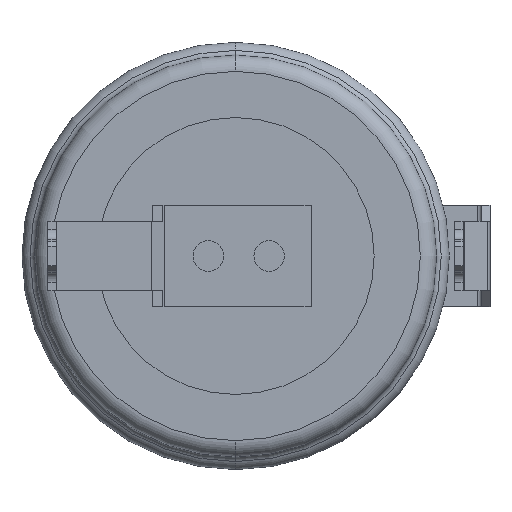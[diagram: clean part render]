
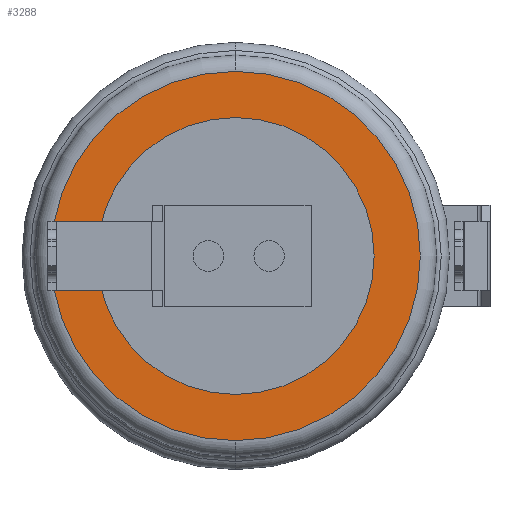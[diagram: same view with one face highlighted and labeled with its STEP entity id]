
A CAD part, front view. The second image highlights one B-rep face of the part: STEP entity #3288.
In plain terms, the highlighted planar face has unit normal (0, -1, 0).
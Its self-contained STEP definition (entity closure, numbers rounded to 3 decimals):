
#17 = CARTESIAN_POINT ( 'NONE',  ( -0.823, 0.324, -3.402 ) ) ;
#142 = DIRECTION ( 'NONE',  ( 0., 0., -1. ) ) ;
#178 = AXIS2_PLACEMENT_3D ( 'NONE', #3297, #1181, #3798 ) ;
#217 = EDGE_CURVE ( 'NONE', #3376, #2576, #792, .T. ) ;
#294 = CARTESIAN_POINT ( 'NONE',  ( 3.714, 0.324, 0. ) ) ;
#296 = CIRCLE ( 'NONE', #178, 4.537 ) ;
#299 = AXIS2_PLACEMENT_3D ( 'NONE', #724, #2225, #1043 ) ;
#333 = ORIENTED_EDGE ( 'NONE', *, *, #1707, .T. ) ;
#348 = ORIENTED_EDGE ( 'NONE', *, *, #3012, .T. ) ;
#547 = DIRECTION ( 'NONE',  ( 0., 0., -1. ) ) ;
#571 = DIRECTION ( 'NONE',  ( 0., 0., -1. ) ) ;
#620 = FACE_OUTER_BOUND ( 'NONE', #711, .T. ) ;
#711 = EDGE_LOOP ( 'NONE', ( #333, #348 ) ) ;
#716 = VERTEX_POINT ( 'NONE', #3786 ) ;
#724 = CARTESIAN_POINT ( 'NONE',  ( -0.823, 0.324, 0. ) ) ;
#792 = CIRCLE ( 'NONE', #3546, 3.402 ) ;
#1043 = DIRECTION ( 'NONE',  ( 0., 0., -1. ) ) ;
#1181 = DIRECTION ( 'NONE',  ( 0., -1., 0. ) ) ;
#1189 = AXIS2_PLACEMENT_3D ( 'NONE', #294, #2327, #547 ) ;
#1707 = EDGE_CURVE ( 'NONE', #716, #2923, #296, .T. ) ;
#1815 = CIRCLE ( 'NONE', #3713, 3.402 ) ;
#1947 = DIRECTION ( 'NONE',  ( 0., -1., 0. ) ) ;
#1967 = ORIENTED_EDGE ( 'NONE', *, *, #2239, .F. ) ;
#2090 = FACE_BOUND ( 'NONE', #3369, .T. ) ;
#2156 = CARTESIAN_POINT ( 'NONE',  ( -0.823, 0.324, 3.402 ) ) ;
#2225 = DIRECTION ( 'NONE',  ( 0., -1., 0. ) ) ;
#2239 = EDGE_CURVE ( 'NONE', #2576, #3376, #1815, .T. ) ;
#2268 = ORIENTED_EDGE ( 'NONE', *, *, #217, .F. ) ;
#2327 = DIRECTION ( 'NONE',  ( 0., -1., 0. ) ) ;
#2373 = DIRECTION ( 'NONE',  ( 0., -1., 0. ) ) ;
#2377 = PLANE ( 'NONE',  #1189 ) ;
#2576 = VERTEX_POINT ( 'NONE', #2156 ) ;
#2757 = CARTESIAN_POINT ( 'NONE',  ( -0.823, 0.324, 0. ) ) ;
#2898 = CARTESIAN_POINT ( 'NONE',  ( -0.823, 0.324, 0. ) ) ;
#2923 = VERTEX_POINT ( 'NONE', #3350 ) ;
#3012 = EDGE_CURVE ( 'NONE', #2923, #716, #3690, .T. ) ;
#3288 = ADVANCED_FACE ( 'NONE', ( #620, #2090 ), #2377, .T. ) ;
#3297 = CARTESIAN_POINT ( 'NONE',  ( -0.823, 0.324, 0. ) ) ;
#3350 = CARTESIAN_POINT ( 'NONE',  ( -0.823, 0.324, 4.537 ) ) ;
#3369 = EDGE_LOOP ( 'NONE', ( #2268, #1967 ) ) ;
#3376 = VERTEX_POINT ( 'NONE', #17 ) ;
#3546 = AXIS2_PLACEMENT_3D ( 'NONE', #2898, #2373, #571 ) ;
#3690 = CIRCLE ( 'NONE', #299, 4.537 ) ;
#3713 = AXIS2_PLACEMENT_3D ( 'NONE', #2757, #1947, #142 ) ;
#3786 = CARTESIAN_POINT ( 'NONE',  ( -0.823, 0.324, -4.537 ) ) ;
#3798 = DIRECTION ( 'NONE',  ( 0., 0., -1. ) ) ;
